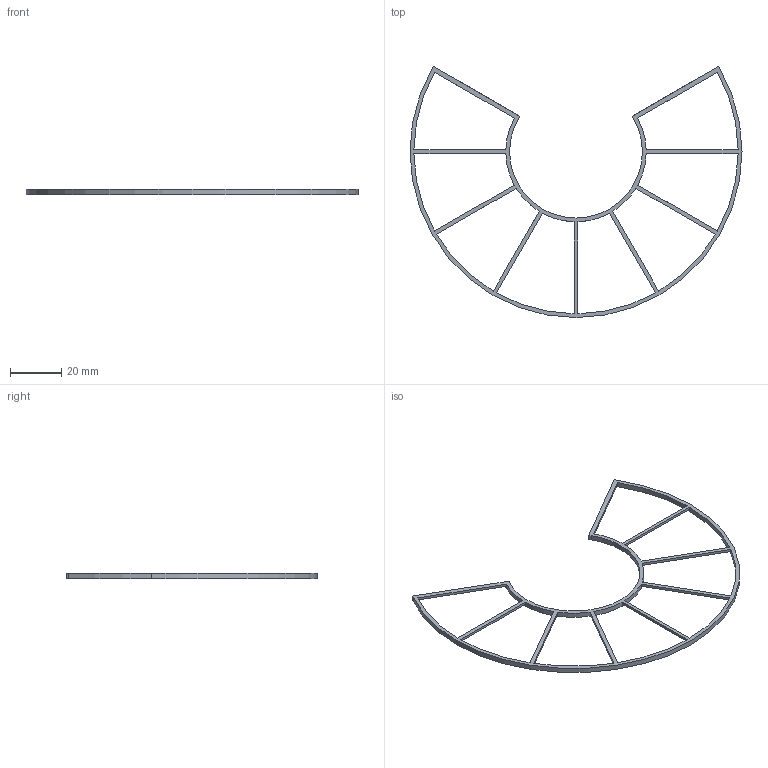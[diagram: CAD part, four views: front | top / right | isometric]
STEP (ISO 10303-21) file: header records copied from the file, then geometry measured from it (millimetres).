
FILE_DESCRIPTION (( 'STEP AP214' ), '1' );
FILE_NAME ('LEDBorderv1.STEP', '2023-06-07T08:28:53', ( '' ), ( '' ), 'SwSTEP 2.0', 'SolidWorks 2022', '' );
FILE_SCHEMA (( 'AUTOMOTIVE_DESIGN' ));
Length unit declared in the file: millimetre
Products named in the file (1): LEDBorderv1
Bounding box: 130 x 98.37 x 2 mm (x, y, z)
Volume: 1659.4 mm3; surface area: 4336.2 mm2
Topology: 1 solids, 1 shells, 104 faces, 314 edges, 204 vertices
Faces by surface type: plane 82, cylinder 22
Entity records: 3540 total; most frequent: ORIENTED_EDGE 628, CARTESIAN_POINT 623, DIRECTION 568, EDGE_CURVE 314, VECTOR 270, LINE 270, VERTEX_POINT 204, AXIS2_PLACEMENT_3D 149
